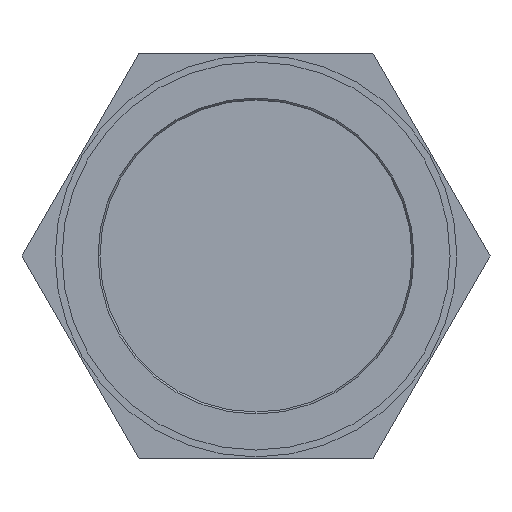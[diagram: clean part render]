
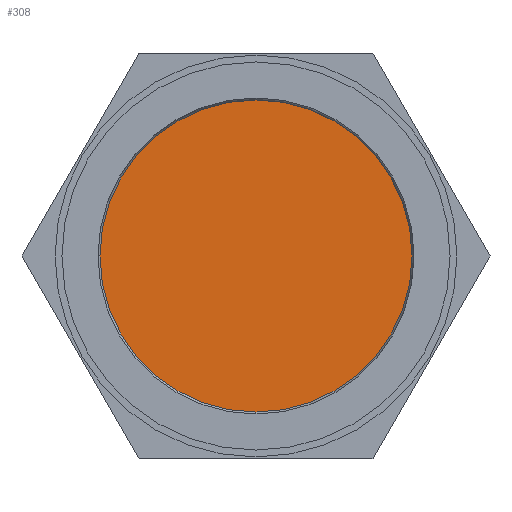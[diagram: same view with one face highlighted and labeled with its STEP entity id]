
A CAD part, left-side view. The second image highlights one B-rep face of the part: STEP entity #308.
In plain terms, the highlighted planar face has unit normal (-1, 0, 0).
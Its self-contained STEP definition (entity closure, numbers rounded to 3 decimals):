
#76=PLANE($,#345);
#107=FACE_OUTER_BOUND($,#135,.T.);
#135=EDGE_LOOP($,(#284));
#142=CIRCLE($,#322,45.425);
#155=VERTEX_POINT($,#457);
#180=EDGE_CURVE($,#155,#155,#142,.T.);
#284=ORIENTED_EDGE($,*,*,#180,.T.);
#308=ADVANCED_FACE($,(#107),#76,.F.);
#322=AXIS2_PLACEMENT_3D($,#458,#368,#369);
#345=AXIS2_PLACEMENT_3D($,#523,#438,#439);
#368=DIRECTION('center_axis',(-1.,0.,0.));
#369=DIRECTION('ref_axis',(0.,0.,-1.));
#438=DIRECTION('center_axis',(1.,0.,0.));
#439=DIRECTION('ref_axis',(0.,0.,-1.));
#457=CARTESIAN_POINT('',(61.912,0.,-45.425));
#458=CARTESIAN_POINT('Origin',(61.912,0.,0.));
#523=CARTESIAN_POINT('Origin',(61.912,0.,0.));
